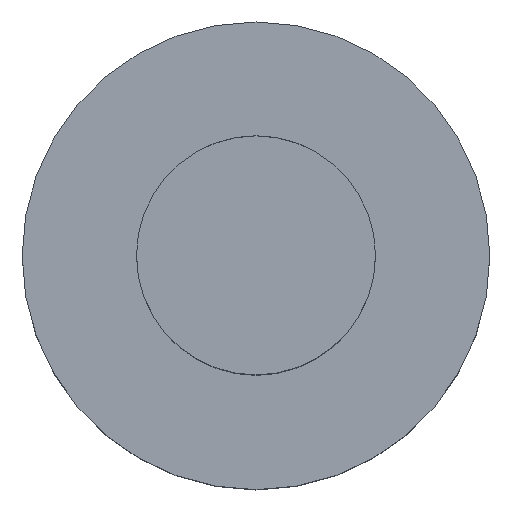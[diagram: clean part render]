
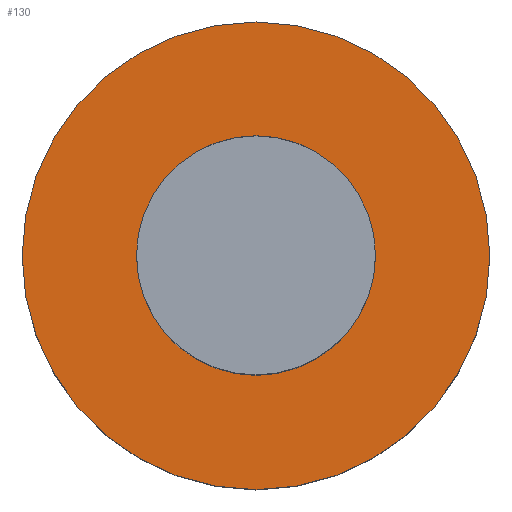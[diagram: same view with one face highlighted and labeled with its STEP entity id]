
A CAD part, top view. The second image highlights one B-rep face of the part: STEP entity #130.
In plain terms, the highlighted planar face has unit normal (0, 0, 1).
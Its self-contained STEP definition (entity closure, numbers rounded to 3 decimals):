
#83=EDGE_CURVE('240[2]',#213,#213,#214,.T.);
#127=EDGE_CURVE('240[2]',#280,#280,#281,.T.);
#130=ADVANCED_FACE('240[2]',(#284,#285),#286,.T.);
#213=VERTEX_POINT('',#421);
#214=CIRCLE('',#422,23.0);
#280=VERTEX_POINT('',#504);
#281=CIRCLE('',#505,45.0);
#284=FACE_BOUND('',#509,.T.);
#285=FACE_OUTER_BOUND('',#510,.T.);
#286=PLANE('',#511);
#421=CARTESIAN_POINT('',(23.0,0.0,0.0));
#422=AXIS2_PLACEMENT_3D('',#649,#650,#651);
#504=CARTESIAN_POINT('',(0.,45.0,0.));
#505=AXIS2_PLACEMENT_3D('',#723,#724,#725);
#509=EDGE_LOOP('',(#727));
#510=EDGE_LOOP('',(#728));
#511=AXIS2_PLACEMENT_3D('',#729,#730,#731);
#649=CARTESIAN_POINT('',(0.0,0.0,0.));
#650=DIRECTION('',(0.,0.,-1.0));
#651=DIRECTION('',(1.0,0.,0.));
#723=CARTESIAN_POINT('',(0.0,0.0,0.0));
#724=DIRECTION('',(0.,0.,1.0));
#725=DIRECTION('',(0.,1.0,0.));
#727=ORIENTED_EDGE('',*,*,#83,.T.);
#728=ORIENTED_EDGE('',*,*,#127,.T.);
#729=CARTESIAN_POINT('',(0.,22.5,0.));
#730=DIRECTION('',(0.,0.,1.0));
#731=DIRECTION('',(1.0,0.,0.0));
